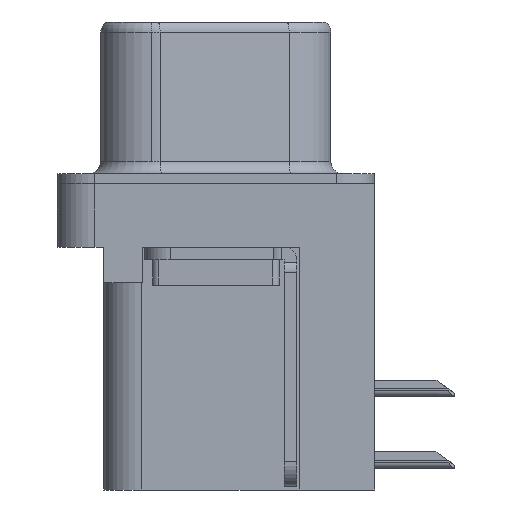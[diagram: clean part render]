
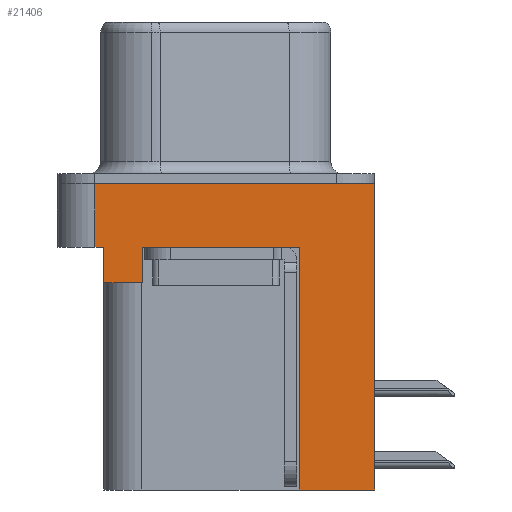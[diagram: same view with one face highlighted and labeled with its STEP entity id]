
A CAD part, left-side view. The second image highlights one B-rep face of the part: STEP entity #21406.
In plain terms, the highlighted planar face has unit normal (-1, 0, 0).
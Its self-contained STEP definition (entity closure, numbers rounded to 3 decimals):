
#131 = LINE ( 'NONE', #535, #14514 ) ;
#170 = VERTEX_POINT ( 'NONE', #26191 ) ;
#252 = ORIENTED_EDGE ( 'NONE', *, *, #3701, .F. ) ;
#433 = CARTESIAN_POINT ( 'NONE',  ( -2.91, 2.895, -2.5 ) ) ;
#450 = CARTESIAN_POINT ( 'NONE',  ( -2.91, 4.425, -3.9 ) ) ;
#535 = CARTESIAN_POINT ( 'NONE',  ( -2.91, -6.275, 0. ) ) ;
#972 = CARTESIAN_POINT ( 'NONE',  ( -2.91, 4.775, -2.5 ) ) ;
#1021 = CARTESIAN_POINT ( 'NONE',  ( -2.91, -3.295, -12.1 ) ) ;
#1280 = DIRECTION ( 'NONE',  ( 0., 1., 0. ) ) ;
#1469 = CARTESIAN_POINT ( 'NONE',  ( -2.91, 4.425, -3.9 ) ) ;
#1808 = CARTESIAN_POINT ( 'NONE',  ( -2.91, 4.425, -3.9 ) ) ;
#1821 = VECTOR ( 'NONE', #20503, 1000. ) ;
#1940 = CARTESIAN_POINT ( 'NONE',  ( -2.91, -6.275, -2.5 ) ) ;
#2305 = LINE ( 'NONE', #10445, #21294 ) ;
#2428 = CARTESIAN_POINT ( 'NONE',  ( -2.91, -3.295, -12.1 ) ) ;
#2935 = FACE_OUTER_BOUND ( 'NONE', #11223, .T. ) ;
#3701 = EDGE_CURVE ( 'NONE', #19914, #10685, #131, .T. ) ;
#4526 = AXIS2_PLACEMENT_3D ( 'NONE', #4985, #19866, #21511 ) ;
#4743 = VERTEX_POINT ( 'NONE', #1808 ) ;
#4818 = LINE ( 'NONE', #21080, #18323 ) ;
#4985 = CARTESIAN_POINT ( 'NONE',  ( -2.91, -6.275, -2.5 ) ) ;
#5625 = CARTESIAN_POINT ( 'NONE',  ( -2.91, -3.295, -12.1 ) ) ;
#6345 = CARTESIAN_POINT ( 'NONE',  ( -2.91, 2.895, -3.9 ) ) ;
#6594 = DIRECTION ( 'NONE',  ( 0., 0., 1. ) ) ;
#7341 = DIRECTION ( 'NONE',  ( 0., 0., 1. ) ) ;
#7634 = ORIENTED_EDGE ( 'NONE', *, *, #10779, .F. ) ;
#8168 = LINE ( 'NONE', #1940, #1821 ) ;
#8475 = LINE ( 'NONE', #21352, #18151 ) ;
#8539 = DIRECTION ( 'NONE',  ( 0., -1., 0. ) ) ;
#9571 = EDGE_CURVE ( 'NONE', #170, #9683, #2305, .T. ) ;
#9683 = VERTEX_POINT ( 'NONE', #21422 ) ;
#10445 = CARTESIAN_POINT ( 'NONE',  ( -2.91, -6.275, -2.5 ) ) ;
#10685 = VERTEX_POINT ( 'NONE', #17947 ) ;
#10779 = EDGE_CURVE ( 'NONE', #24448, #16982, #24071, .T. ) ;
#10920 = VECTOR ( 'NONE', #1280, 1000. ) ;
#11067 = VERTEX_POINT ( 'NONE', #433 ) ;
#11223 = EDGE_LOOP ( 'NONE', ( #252, #23669, #16489, #19557, #14255, #22318, #15505, #7634, #21811, #18030 ) ) ;
#11787 = DIRECTION ( 'NONE',  ( 0., 0., 1. ) ) ;
#11868 = LINE ( 'NONE', #5625, #10920 ) ;
#13026 = VECTOR ( 'NONE', #16993, 1000. ) ;
#13258 = PLANE ( 'NONE',  #4526 ) ;
#13313 = VECTOR ( 'NONE', #17553, 1000. ) ;
#13519 = CARTESIAN_POINT ( 'NONE',  ( -2.91, -3.295, -2.5 ) ) ;
#13588 = EDGE_CURVE ( 'NONE', #21179, #11067, #8475, .T. ) ;
#14227 = VECTOR ( 'NONE', #7341, 1000. ) ;
#14255 = ORIENTED_EDGE ( 'NONE', *, *, #15104, .F. ) ;
#14514 = VECTOR ( 'NONE', #25230, 1000. ) ;
#15104 = EDGE_CURVE ( 'NONE', #21179, #4743, #19010, .T. ) ;
#15491 = CARTESIAN_POINT ( 'NONE',  ( -2.91, 4.775, 0. ) ) ;
#15505 = ORIENTED_EDGE ( 'NONE', *, *, #18327, .T. ) ;
#16109 = EDGE_CURVE ( 'NONE', #4743, #9683, #20039, .T. ) ;
#16489 = ORIENTED_EDGE ( 'NONE', *, *, #9571, .T. ) ;
#16763 = EDGE_CURVE ( 'NONE', #170, #19914, #19537, .T. ) ;
#16982 = VERTEX_POINT ( 'NONE', #13519 ) ;
#16993 = DIRECTION ( 'NONE',  ( 0., 1., 0. ) ) ;
#17141 = DIRECTION ( 'NONE',  ( 0., 0., 1. ) ) ;
#17553 = DIRECTION ( 'NONE',  ( 0., 0., 1. ) ) ;
#17947 = CARTESIAN_POINT ( 'NONE',  ( -2.91, -6.275, 0. ) ) ;
#18030 = ORIENTED_EDGE ( 'NONE', *, *, #26630, .T. ) ;
#18151 = VECTOR ( 'NONE', #17141, 1000. ) ;
#18323 = VECTOR ( 'NONE', #6594, 1000. ) ;
#18327 = EDGE_CURVE ( 'NONE', #11067, #16982, #8168, .T. ) ;
#18396 = CARTESIAN_POINT ( 'NONE',  ( -2.91, -6.275, -12.1 ) ) ;
#19010 = LINE ( 'NONE', #450, #13026 ) ;
#19537 = LINE ( 'NONE', #972, #14227 ) ;
#19557 = ORIENTED_EDGE ( 'NONE', *, *, #16109, .F. ) ;
#19866 = DIRECTION ( 'NONE',  ( -1., 0., 0. ) ) ;
#19914 = VERTEX_POINT ( 'NONE', #15491 ) ;
#20039 = LINE ( 'NONE', #1469, #20849 ) ;
#20328 = VERTEX_POINT ( 'NONE', #18396 ) ;
#20503 = DIRECTION ( 'NONE',  ( 0., -1., 0. ) ) ;
#20849 = VECTOR ( 'NONE', #11787, 1000. ) ;
#21080 = CARTESIAN_POINT ( 'NONE',  ( -2.91, -6.275, -2.5 ) ) ;
#21179 = VERTEX_POINT ( 'NONE', #6345 ) ;
#21294 = VECTOR ( 'NONE', #8539, 1000. ) ;
#21352 = CARTESIAN_POINT ( 'NONE',  ( -2.91, 2.895, -3.9 ) ) ;
#21406 = ADVANCED_FACE ( 'NONE', ( #2935 ), #13258, .T. ) ;
#21422 = CARTESIAN_POINT ( 'NONE',  ( -2.91, 4.425, -2.5 ) ) ;
#21511 = DIRECTION ( 'NONE',  ( 0., 0., 1. ) ) ;
#21811 = ORIENTED_EDGE ( 'NONE', *, *, #26710, .F. ) ;
#22318 = ORIENTED_EDGE ( 'NONE', *, *, #13588, .T. ) ;
#23669 = ORIENTED_EDGE ( 'NONE', *, *, #16763, .F. ) ;
#24071 = LINE ( 'NONE', #1021, #13313 ) ;
#24448 = VERTEX_POINT ( 'NONE', #2428 ) ;
#25230 = DIRECTION ( 'NONE',  ( 0., -1., 0. ) ) ;
#26191 = CARTESIAN_POINT ( 'NONE',  ( -2.91, 4.775, -2.5 ) ) ;
#26630 = EDGE_CURVE ( 'NONE', #20328, #10685, #4818, .T. ) ;
#26710 = EDGE_CURVE ( 'NONE', #20328, #24448, #11868, .T. ) ;
